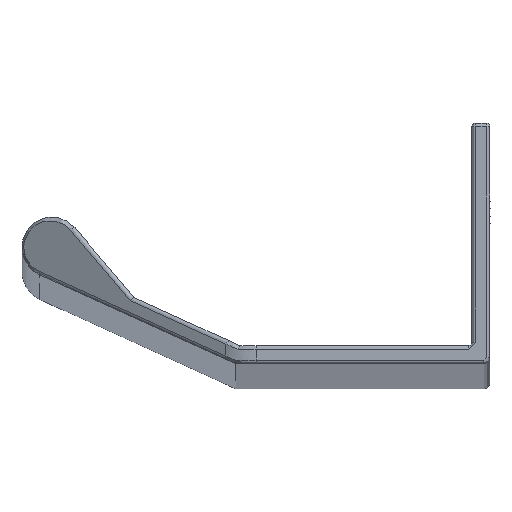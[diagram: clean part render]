
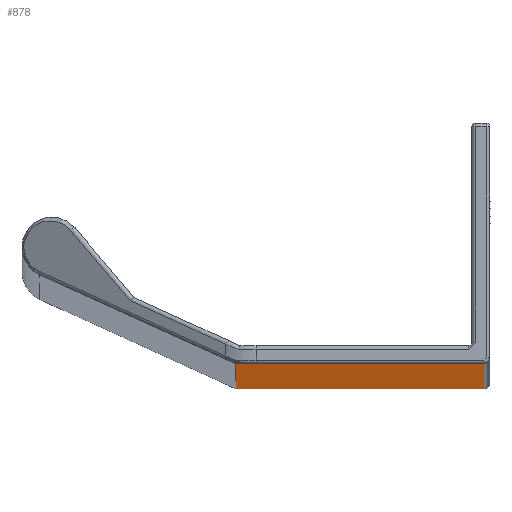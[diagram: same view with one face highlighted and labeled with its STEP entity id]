
A CAD part, top view. The second image highlights one B-rep face of the part: STEP entity #878.
In plain terms, the highlighted planar face has unit normal (0, -1, 0).
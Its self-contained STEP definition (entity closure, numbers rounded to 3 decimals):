
#84=CIRCLE('',#990,4.7);
#85=CIRCLE('',#991,4.7);
#154=FACE_OUTER_BOUND('',#219,.T.);
#219=EDGE_LOOP('',(#702,#703,#704,#705,#706,#707));
#296=LINE('',#1636,#349);
#297=LINE('',#1667,#350);
#298=LINE('',#1671,#351);
#299=LINE('',#1675,#352);
#349=VECTOR('',#1176,1199.4);
#350=VECTOR('',#1185,18.949);
#351=VECTOR('',#1190,18.949);
#352=VECTOR('',#1193,1198.836);
#411=VERTEX_POINT('',#1630);
#412=VERTEX_POINT('',#1634);
#413=VERTEX_POINT('',#1666);
#414=VERTEX_POINT('',#1670);
#415=VERTEX_POINT('',#1672);
#416=VERTEX_POINT('',#1674);
#511=EDGE_CURVE('',#412,#411,#296,.T.);
#514=EDGE_CURVE('',#413,#412,#297,.T.);
#516=EDGE_CURVE('',#411,#414,#298,.T.);
#517=EDGE_CURVE('',#414,#415,#84,.T.);
#518=EDGE_CURVE('',#416,#415,#299,.T.);
#519=EDGE_CURVE('',#416,#413,#85,.T.);
#702=ORIENTED_EDGE('',*,*,#514,.T.);
#703=ORIENTED_EDGE('',*,*,#511,.T.);
#704=ORIENTED_EDGE('',*,*,#516,.T.);
#705=ORIENTED_EDGE('',*,*,#517,.T.);
#706=ORIENTED_EDGE('',*,*,#518,.F.);
#707=ORIENTED_EDGE('',*,*,#519,.T.);
#843=PLANE('',#989);
#878=ADVANCED_FACE('',(#154),#843,.T.);
#989=AXIS2_PLACEMENT_3D('',#1669,#1188,#1189);
#990=AXIS2_PLACEMENT_3D('',#1673,#1191,#1192);
#991=AXIS2_PLACEMENT_3D('',#1676,#1194,#1195);
#1176=DIRECTION('',(0.,0.,1.));
#1185=DIRECTION('',(1.,0.,0.));
#1188=DIRECTION('center_axis',(0.,-1.,0.));
#1189=DIRECTION('ref_axis',(1.,0.,0.));
#1190=DIRECTION('',(-1.,0.,0.));
#1191=DIRECTION('center_axis',(0.,-1.,0.));
#1192=DIRECTION('ref_axis',(0.,0.,1.));
#1193=DIRECTION('',(0.,0.,1.));
#1194=DIRECTION('center_axis',(0.,-1.,0.));
#1195=DIRECTION('ref_axis',(-0.354,0.,-0.935));
#1630=CARTESIAN_POINT('',(10.307,0.,599.7));
#1634=CARTESIAN_POINT('',(10.307,0.,-599.7));
#1636=CARTESIAN_POINT('',(10.307,0.,-599.7));
#1666=CARTESIAN_POINT('',(-8.642,0.,-599.7));
#1667=CARTESIAN_POINT('',(-8.642,0.,-599.7));
#1669=CARTESIAN_POINT('Origin',(-10.307,0.,-600.));
#1670=CARTESIAN_POINT('',(-8.642,0.,599.7));
#1671=CARTESIAN_POINT('',(10.307,0.,599.7));
#1672=CARTESIAN_POINT('',(-10.309,0.002,599.413));
#1673=CARTESIAN_POINT('Origin',(-8.642,0.,595.));
#1674=CARTESIAN_POINT('',(-10.305,0.001,-599.414));
#1675=CARTESIAN_POINT('',(-10.307,0.,-599.418));
#1676=CARTESIAN_POINT('Origin',(-8.642,0.,-595.));
